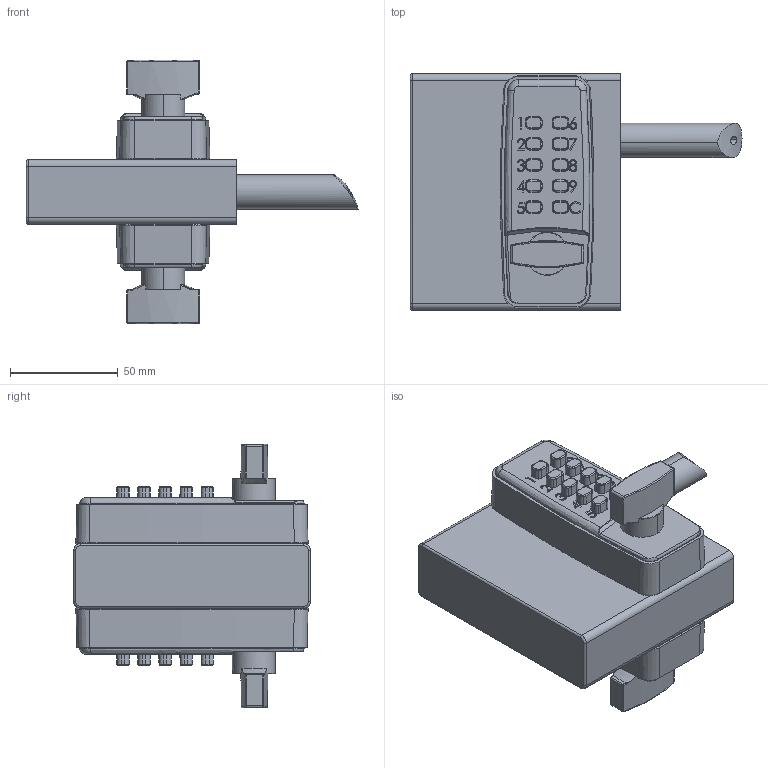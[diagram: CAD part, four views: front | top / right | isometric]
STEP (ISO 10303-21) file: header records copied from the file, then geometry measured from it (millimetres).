
FILE_DESCRIPTION (( 'STEP AP203' ), '1' );
FILE_NAME ('05DGL02.STEP', '2022-02-23T09:06:47', ( '' ), ( '' ), 'SwSTEP 2.0', 'SolidWorks 2020', '' );
FILE_SCHEMA (( 'CONFIG_CONTROL_DESIGN' ));
Length unit declared in the file: millimetre
Products named in the file (1): 05DGL02
Bounding box: 154.38 x 110 x 122.6 mm (x, y, z)
Volume: 284738.3 mm3; surface area: 104743.7 mm2
Topology: 5 solids, 5 shells, 865 faces, 2230 edges, 1430 vertices
Faces by surface type: plane 278, bspline 192, cylinder 165, torus 114, cone 112, sphere 4
Entity records: 42558 total; most frequent: CARTESIAN_POINT 26443, ORIENTED_EDGE 4460, EDGE_CURVE 2230, B_SPLINE_CURVE_WITH_KNOTS 2150, VERTEX_POINT 1430, DIRECTION 1422, EDGE_LOOP 932, FACE_OUTER_BOUND 865
